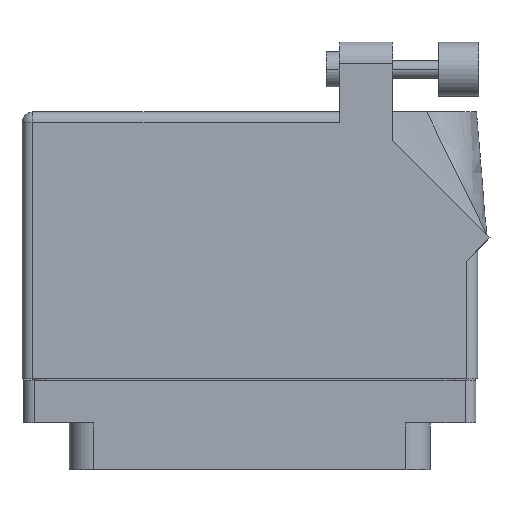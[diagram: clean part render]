
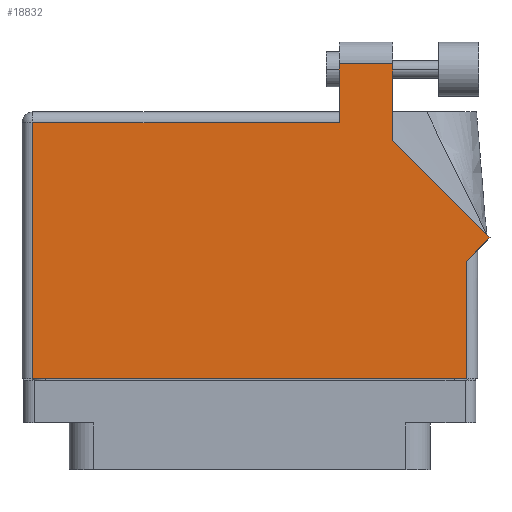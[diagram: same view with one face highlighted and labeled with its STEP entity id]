
A CAD part, front view. The second image highlights one B-rep face of the part: STEP entity #18832.
In plain terms, the highlighted face is planar.
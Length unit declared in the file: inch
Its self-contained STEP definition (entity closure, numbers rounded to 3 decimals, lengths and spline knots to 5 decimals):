
#54 = FACE_OUTER_BOUND ( 'NONE', #40247, .T. ) ;
#1129 = CARTESIAN_POINT ( 'NONE',  ( 1.244, 0.637, 0.455 ) ) ;
#1467 = EDGE_CURVE ( 'NONE', #16993, #30548, #43062, .T. ) ;
#1605 = DIRECTION ( 'NONE',  ( 0., 1., 0. ) ) ;
#2548 = DIRECTION ( 'NONE',  ( -1., 0., 0. ) ) ;
#4388 = CARTESIAN_POINT ( 'NONE',  ( 0.513, 1.705, 0.455 ) ) ;
#6165 = CARTESIAN_POINT ( 'NONE',  ( -1.306, -0.1, 0.455 ) ) ;
#6386 = DIRECTION ( 'NONE',  ( 0.707, 0.707, 0. ) ) ;
#7059 = EDGE_CURVE ( 'NONE', #45045, #44389, #41634, .T. ) ;
#7687 = ORIENTED_EDGE ( 'NONE', *, *, #1467, .T. ) ;
#9061 = ORIENTED_EDGE ( 'NONE', *, *, #38013, .T. ) ;
#11192 = PLANE ( 'NONE',  #22603 ) ;
#11297 = DIRECTION ( 'NONE',  ( -1., 0., 0. ) ) ;
#12636 = CARTESIAN_POINT ( 'NONE',  ( 0.82, 1.705, 0.455 ) ) ;
#12823 = CARTESIAN_POINT ( 'NONE',  ( 0.513, 1.368, 0.455 ) ) ;
#13608 = VERTEX_POINT ( 'NONE', #12823 ) ;
#14848 = ORIENTED_EDGE ( 'NONE', *, *, #19394, .T. ) ;
#14898 = DIRECTION ( 'NONE',  ( 1., 0., 0. ) ) ;
#14952 = DIRECTION ( 'NONE',  ( 0., 0., -1. ) ) ;
#16993 = VERTEX_POINT ( 'NONE', #12636 ) ;
#17486 = VECTOR ( 'NONE', #24727, 39.37008 ) ;
#18832 = ADVANCED_FACE ( 'NONE', ( #54 ), #11192, .F. ) ;
#19055 = LINE ( 'NONE', #1129, #21403 ) ;
#19159 = VECTOR ( 'NONE', #6386, 39.37008 ) ;
#19394 = EDGE_CURVE ( 'NONE', #13608, #29643, #33626, .T. ) ;
#20449 = CARTESIAN_POINT ( 'NONE',  ( 0.82, 1.26442, 0.455 ) ) ;
#20695 = VECTOR ( 'NONE', #14898, 39.37008 ) ;
#21403 = VECTOR ( 'NONE', #1605, 39.37008 ) ;
#21529 = CARTESIAN_POINT ( 'NONE',  ( 1.306, 0.637, 0.455 ) ) ;
#21946 = ORIENTED_EDGE ( 'NONE', *, *, #25995, .T. ) ;
#22603 = AXIS2_PLACEMENT_3D ( 'NONE', #37151, #14952, #32833 ) ;
#22629 = VECTOR ( 'NONE', #47405, 39.37008 ) ;
#22975 = VERTEX_POINT ( 'NONE', #20449 ) ;
#23166 = DIRECTION ( 'NONE',  ( -0.707, 0.707, 0. ) ) ;
#24727 = DIRECTION ( 'NONE',  ( 0., -1., 0. ) ) ;
#25029 = LINE ( 'NONE', #46582, #17486 ) ;
#25995 = EDGE_CURVE ( 'NONE', #29643, #36459, #25029, .T. ) ;
#26126 = CARTESIAN_POINT ( 'NONE',  ( -1.306, 1.368, 0.455 ) ) ;
#27446 = EDGE_CURVE ( 'NONE', #40385, #45045, #19055, .T. ) ;
#28849 = ORIENTED_EDGE ( 'NONE', *, *, #44748, .T. ) ;
#29643 = VERTEX_POINT ( 'NONE', #42994 ) ;
#29948 = LINE ( 'NONE', #6165, #20695 ) ;
#30548 = VERTEX_POINT ( 'NONE', #4388 ) ;
#30774 = LINE ( 'NONE', #45180, #41627 ) ;
#32381 = CARTESIAN_POINT ( 'NONE',  ( 0.82, 1.26442, 0.455 ) ) ;
#32833 = DIRECTION ( 'NONE',  ( -1., 0., 0. ) ) ;
#33626 = LINE ( 'NONE', #26126, #41037 ) ;
#34500 = VECTOR ( 'NONE', #2548, 39.37008 ) ;
#35053 = CARTESIAN_POINT ( 'NONE',  ( -1.244, -0.1, 0.455 ) ) ;
#35728 = CARTESIAN_POINT ( 'NONE',  ( 0.513, 1.705, 0.455 ) ) ;
#35998 = ORIENTED_EDGE ( 'NONE', *, *, #41551, .T. ) ;
#36459 = VERTEX_POINT ( 'NONE', #35053 ) ;
#36481 = ORIENTED_EDGE ( 'NONE', *, *, #27446, .T. ) ;
#36949 = CARTESIAN_POINT ( 'NONE',  ( 0.513, 1.43, 0.455 ) ) ;
#37151 = CARTESIAN_POINT ( 'NONE',  ( -1.306, 1.43, 0.455 ) ) ;
#37992 = CARTESIAN_POINT ( 'NONE',  ( 1.244, -0.1, 0.455 ) ) ;
#38013 = EDGE_CURVE ( 'NONE', #22975, #16993, #43317, .T. ) ;
#38252 = CARTESIAN_POINT ( 'NONE',  ( 1.37671, 0.70771, 0.455 ) ) ;
#38630 = ORIENTED_EDGE ( 'NONE', *, *, #7059, .T. ) ;
#39084 = VECTOR ( 'NONE', #47830, 39.37008 ) ;
#39308 = CARTESIAN_POINT ( 'NONE',  ( 1.244, 0.575, 0.455 ) ) ;
#40247 = EDGE_LOOP ( 'NONE', ( #9061, #7687, #35998, #14848, #21946, #28849, #36481, #38630, #42516 ) ) ;
#40385 = VERTEX_POINT ( 'NONE', #37992 ) ;
#41037 = VECTOR ( 'NONE', #11297, 39.37008 ) ;
#41356 = LINE ( 'NONE', #36949, #39084 ) ;
#41551 = EDGE_CURVE ( 'NONE', #30548, #13608, #41356, .T. ) ;
#41627 = VECTOR ( 'NONE', #23166, 39.37008 ) ;
#41634 = LINE ( 'NONE', #21529, #19159 ) ;
#42516 = ORIENTED_EDGE ( 'NONE', *, *, #46394, .T. ) ;
#42994 = CARTESIAN_POINT ( 'NONE',  ( -1.244, 1.368, 0.455 ) ) ;
#43062 = LINE ( 'NONE', #35728, #34500 ) ;
#43317 = LINE ( 'NONE', #32381, #22629 ) ;
#44389 = VERTEX_POINT ( 'NONE', #38252 ) ;
#44748 = EDGE_CURVE ( 'NONE', #36459, #40385, #29948, .T. ) ;
#45045 = VERTEX_POINT ( 'NONE', #39308 ) ;
#45180 = CARTESIAN_POINT ( 'NONE',  ( 1.37671, 0.70771, 0.455 ) ) ;
#46394 = EDGE_CURVE ( 'NONE', #44389, #22975, #30774, .T. ) ;
#46582 = CARTESIAN_POINT ( 'NONE',  ( -1.244, -0.1, 0.455 ) ) ;
#47405 = DIRECTION ( 'NONE',  ( 0., 1., 0. ) ) ;
#47830 = DIRECTION ( 'NONE',  ( 0., -1., 0. ) ) ;
